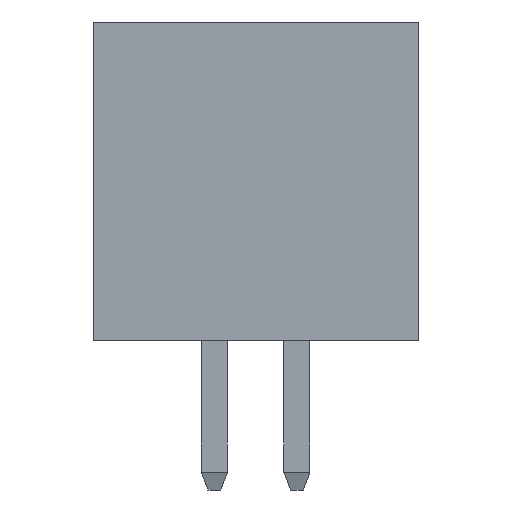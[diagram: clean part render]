
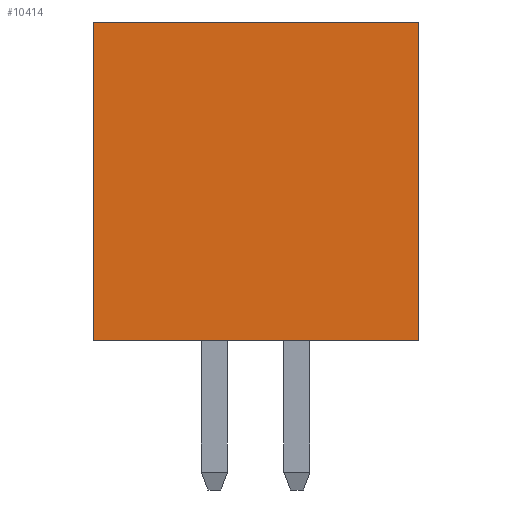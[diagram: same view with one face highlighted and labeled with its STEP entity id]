
A CAD part, left-side view. The second image highlights one B-rep face of the part: STEP entity #10414.
In plain terms, the highlighted planar face has unit normal (-1, 0, 0).
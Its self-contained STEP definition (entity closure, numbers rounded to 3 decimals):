
#129 = DIRECTION ( 'NONE',  ( 0., -1., 0. ) ) ;
#319 = EDGE_CURVE ( 'NONE', #7643, #9729, #14385, .T. ) ;
#542 = CARTESIAN_POINT ( 'NONE',  ( -5.055, 2.5, 0. ) ) ;
#714 = ORIENTED_EDGE ( 'NONE', *, *, #3141, .T. ) ;
#1063 = DIRECTION ( 'NONE',  ( 0., 0., -1. ) ) ;
#3141 = EDGE_CURVE ( 'NONE', #13445, #7643, #5018, .T. ) ;
#3494 = CARTESIAN_POINT ( 'NONE',  ( -5.055, -2.5, 4.9 ) ) ;
#4357 = ORIENTED_EDGE ( 'NONE', *, *, #319, .T. ) ;
#5018 = LINE ( 'NONE', #12337, #10593 ) ;
#5104 = VECTOR ( 'NONE', #9381, 1000. ) ;
#5154 = EDGE_LOOP ( 'NONE', ( #4357, #15220, #8560, #714 ) ) ;
#5379 = DIRECTION ( 'NONE',  ( 1., 0., 0. ) ) ;
#5877 = AXIS2_PLACEMENT_3D ( 'NONE', #8832, #5379, #11452 ) ;
#6147 = VERTEX_POINT ( 'NONE', #3494 ) ;
#7519 = CARTESIAN_POINT ( 'NONE',  ( -5.055, -2.5, 4.9 ) ) ;
#7643 = VERTEX_POINT ( 'NONE', #542 ) ;
#8289 = EDGE_CURVE ( 'NONE', #6147, #9729, #11412, .T. ) ;
#8365 = VECTOR ( 'NONE', #1063, 1000. ) ;
#8560 = ORIENTED_EDGE ( 'NONE', *, *, #9736, .F. ) ;
#8832 = CARTESIAN_POINT ( 'NONE',  ( -5.055, -2.5, 4.9 ) ) ;
#9381 = DIRECTION ( 'NONE',  ( 0., -1., 0. ) ) ;
#9729 = VERTEX_POINT ( 'NONE', #10284 ) ;
#9736 = EDGE_CURVE ( 'NONE', #13445, #6147, #14153, .T. ) ;
#9902 = VECTOR ( 'NONE', #129, 1000. ) ;
#10012 = DIRECTION ( 'NONE',  ( 0., 0., -1. ) ) ;
#10284 = CARTESIAN_POINT ( 'NONE',  ( -5.055, -2.5, 0. ) ) ;
#10414 = ADVANCED_FACE ( 'NONE', ( #12364 ), #13528, .F. ) ;
#10593 = VECTOR ( 'NONE', #10012, 1000. ) ;
#11412 = LINE ( 'NONE', #12632, #8365 ) ;
#11452 = DIRECTION ( 'NONE',  ( 0., 0., -1. ) ) ;
#11783 = CARTESIAN_POINT ( 'NONE',  ( -5.055, 2.5, 4.9 ) ) ;
#12337 = CARTESIAN_POINT ( 'NONE',  ( -5.055, 2.5, 4.9 ) ) ;
#12364 = FACE_OUTER_BOUND ( 'NONE', #5154, .T. ) ;
#12632 = CARTESIAN_POINT ( 'NONE',  ( -5.055, -2.5, 4.9 ) ) ;
#13445 = VERTEX_POINT ( 'NONE', #11783 ) ;
#13528 = PLANE ( 'NONE',  #5877 ) ;
#14153 = LINE ( 'NONE', #7519, #9902 ) ;
#14297 = CARTESIAN_POINT ( 'NONE',  ( -5.055, -2.5, 0. ) ) ;
#14385 = LINE ( 'NONE', #14297, #5104 ) ;
#15220 = ORIENTED_EDGE ( 'NONE', *, *, #8289, .F. ) ;
